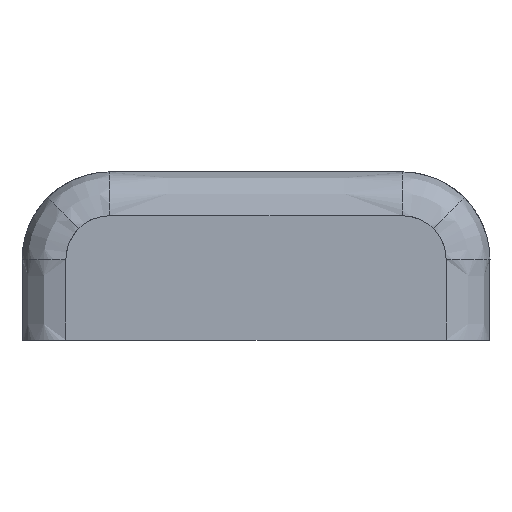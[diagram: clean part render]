
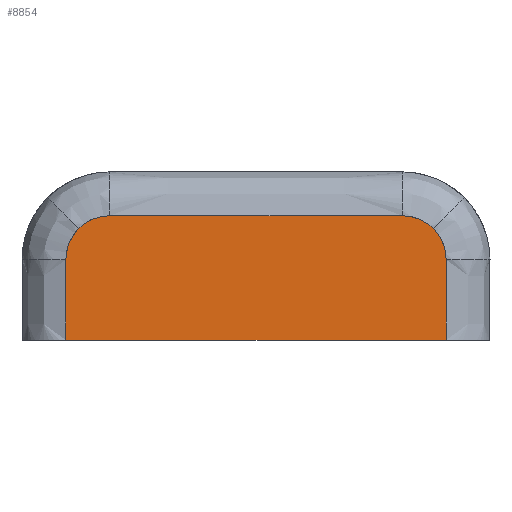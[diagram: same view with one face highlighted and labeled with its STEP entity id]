
A CAD part, left-side view. The second image highlights one B-rep face of the part: STEP entity #8854.
In plain terms, the highlighted free-form (B-spline) face has degree [3, 3] with [4, 4] control points.
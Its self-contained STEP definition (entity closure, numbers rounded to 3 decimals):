
#534=FACE_OUTER_BOUND('',#896,.T.);
#896=EDGE_LOOP('',(#7075,#7076,#7077,#7078,#7079,#7080,#7081,#7082));
#1679=B_SPLINE_CURVE_WITH_KNOTS('',3,(#16331,#16332,#16333,#16334),
 .UNSPECIFIED.,.F.,.F.,(4,4),(-0.5,-0.311),
 .UNSPECIFIED.);
#1680=B_SPLINE_CURVE_WITH_KNOTS('',3,(#16336,#16337,#16338,#16339),
 .UNSPECIFIED.,.F.,.F.,(4,4),(-0.242,0.),.UNSPECIFIED.);
#1681=B_SPLINE_CURVE_WITH_KNOTS('',3,(#16341,#16342,#16343,#16344),
 .UNSPECIFIED.,.F.,.F.,(4,4),(-0.242,0.),.UNSPECIFIED.);
#1682=B_SPLINE_CURVE_WITH_KNOTS('',3,(#16346,#16347,#16348,#16349),
 .UNSPECIFIED.,.F.,.F.,(4,4),(0.275,0.725),
 .UNSPECIFIED.);
#1683=B_SPLINE_CURVE_WITH_KNOTS('',3,(#16351,#16352,#16353,#16354),
 .UNSPECIFIED.,.F.,.F.,(4,4),(-0.242,0.),.UNSPECIFIED.);
#1684=B_SPLINE_CURVE_WITH_KNOTS('',3,(#16356,#16357,#16358,#16359),
 .UNSPECIFIED.,.F.,.F.,(4,4),(-0.242,0.),.UNSPECIFIED.);
#1685=B_SPLINE_CURVE_WITH_KNOTS('',3,(#16361,#16362,#16363,#16364),
 .UNSPECIFIED.,.F.,.F.,(4,4),(0.311,0.5),
 .UNSPECIFIED.);
#1686=B_SPLINE_CURVE_WITH_KNOTS('',3,(#16365,#16366,#16367,#16368),
 .UNSPECIFIED.,.F.,.F.,(4,4),(-0.792,-0.208),
 .UNSPECIFIED.);
#3474=VERTEX_POINT('',#16329);
#3475=VERTEX_POINT('',#16330);
#3476=VERTEX_POINT('',#16335);
#3477=VERTEX_POINT('',#16340);
#3478=VERTEX_POINT('',#16345);
#3479=VERTEX_POINT('',#16350);
#3480=VERTEX_POINT('',#16355);
#3481=VERTEX_POINT('',#16360);
#5270=EDGE_CURVE('',#3474,#3475,#1679,.T.);
#5271=EDGE_CURVE('',#3475,#3476,#1680,.T.);
#5272=EDGE_CURVE('',#3476,#3477,#1681,.T.);
#5273=EDGE_CURVE('',#3477,#3478,#1682,.T.);
#5274=EDGE_CURVE('',#3478,#3479,#1683,.T.);
#5275=EDGE_CURVE('',#3479,#3480,#1684,.T.);
#5276=EDGE_CURVE('',#3480,#3481,#1685,.T.);
#5277=EDGE_CURVE('',#3481,#3474,#1686,.T.);
#7075=ORIENTED_EDGE('',*,*,#5270,.T.);
#7076=ORIENTED_EDGE('',*,*,#5271,.T.);
#7077=ORIENTED_EDGE('',*,*,#5272,.T.);
#7078=ORIENTED_EDGE('',*,*,#5273,.T.);
#7079=ORIENTED_EDGE('',*,*,#5274,.T.);
#7080=ORIENTED_EDGE('',*,*,#5275,.T.);
#7081=ORIENTED_EDGE('',*,*,#5276,.T.);
#7082=ORIENTED_EDGE('',*,*,#5277,.T.);
#8496=B_SPLINE_SURFACE_WITH_KNOTS('',3,3,((#16313,#16314,#16315,#16316),
(#16317,#16318,#16319,#16320),(#16321,#16322,#16323,#16324),(#16325,#16326,
#16327,#16328)),.UNSPECIFIED.,.F.,.F.,.F.,(4,4),(4,4),(0.108,
0.892),(0.093,0.907),.UNSPECIFIED.);
#8854=ADVANCED_FACE('',(#534),#8496,.T.);
#16313=CARTESIAN_POINT('Ctrl Pts',(-41.399,-17.452,
20.342));
#16314=CARTESIAN_POINT('Ctrl Pts',(-41.399,-17.452,
12.447));
#16315=CARTESIAN_POINT('Ctrl Pts',(-41.399,-17.452,
4.553));
#16316=CARTESIAN_POINT('Ctrl Pts',(-41.399,-17.452,
-3.342));
#16317=CARTESIAN_POINT('Ctrl Pts',(-41.399,-5.817,
20.342));
#16318=CARTESIAN_POINT('Ctrl Pts',(-41.399,-5.817,12.447));
#16319=CARTESIAN_POINT('Ctrl Pts',(-41.399,-5.817,
4.553));
#16320=CARTESIAN_POINT('Ctrl Pts',(-41.399,-5.817,
-3.342));
#16321=CARTESIAN_POINT('Ctrl Pts',(-41.399,5.817,20.342));
#16322=CARTESIAN_POINT('Ctrl Pts',(-41.399,5.817,12.447));
#16323=CARTESIAN_POINT('Ctrl Pts',(-41.399,5.817,4.553));
#16324=CARTESIAN_POINT('Ctrl Pts',(-41.399,5.817,-3.342));
#16325=CARTESIAN_POINT('Ctrl Pts',(-41.399,17.452,20.342));
#16326=CARTESIAN_POINT('Ctrl Pts',(-41.399,17.452,12.447));
#16327=CARTESIAN_POINT('Ctrl Pts',(-41.399,17.452,4.553));
#16328=CARTESIAN_POINT('Ctrl Pts',(-41.399,17.452,-3.342));
#16329=CARTESIAN_POINT('',(-41.399,-13.,8.5));
#16330=CARTESIAN_POINT('',(-41.399,-13.,13.999));
#16331=CARTESIAN_POINT('Ctrl Pts',(-41.399,-13.,
8.5));
#16332=CARTESIAN_POINT('Ctrl Pts',(-41.399,-13.,
10.333));
#16333=CARTESIAN_POINT('Ctrl Pts',(-41.399,-13.,
12.166));
#16334=CARTESIAN_POINT('Ctrl Pts',(-41.399,-13.,
13.999));
#16335=CARTESIAN_POINT('',(-41.399,-12.121,16.121));
#16336=CARTESIAN_POINT('Ctrl Pts',(-41.399,-13.,13.999));
#16337=CARTESIAN_POINT('Ctrl Pts',(-41.399,-13.,
14.723));
#16338=CARTESIAN_POINT('Ctrl Pts',(-41.399,-12.742,
15.5));
#16339=CARTESIAN_POINT('Ctrl Pts',(-41.399,-12.121,
16.121));
#16340=CARTESIAN_POINT('',(-41.399,-9.997,17.));
#16341=CARTESIAN_POINT('Ctrl Pts',(-41.399,-12.121,
16.121));
#16342=CARTESIAN_POINT('Ctrl Pts',(-41.399,-11.653,
16.589));
#16343=CARTESIAN_POINT('Ctrl Pts',(-41.399,-10.935,
17.));
#16344=CARTESIAN_POINT('Ctrl Pts',(-41.399,-9.997,17.));
#16345=CARTESIAN_POINT('',(-41.399,10.,17.));
#16346=CARTESIAN_POINT('Ctrl Pts',(-41.399,-9.997,17.));
#16347=CARTESIAN_POINT('Ctrl Pts',(-41.399,-3.331,17.));
#16348=CARTESIAN_POINT('Ctrl Pts',(-41.399,3.334,17.));
#16349=CARTESIAN_POINT('Ctrl Pts',(-41.399,10.,17.));
#16350=CARTESIAN_POINT('',(-41.399,12.121,16.121));
#16351=CARTESIAN_POINT('Ctrl Pts',(-41.399,10.,17.));
#16352=CARTESIAN_POINT('Ctrl Pts',(-41.399,10.937,16.999));
#16353=CARTESIAN_POINT('Ctrl Pts',(-41.399,11.654,16.588));
#16354=CARTESIAN_POINT('Ctrl Pts',(-41.399,12.121,16.121));
#16355=CARTESIAN_POINT('',(-41.399,13.,14.));
#16356=CARTESIAN_POINT('Ctrl Pts',(-41.399,12.121,16.121));
#16357=CARTESIAN_POINT('Ctrl Pts',(-41.399,12.742,15.499));
#16358=CARTESIAN_POINT('Ctrl Pts',(-41.399,13.,14.723));
#16359=CARTESIAN_POINT('Ctrl Pts',(-41.399,13.,14.));
#16360=CARTESIAN_POINT('',(-41.399,13.,8.5));
#16361=CARTESIAN_POINT('Ctrl Pts',(-41.399,13.,14.));
#16362=CARTESIAN_POINT('Ctrl Pts',(-41.399,13.,12.167));
#16363=CARTESIAN_POINT('Ctrl Pts',(-41.399,13.,10.333));
#16364=CARTESIAN_POINT('Ctrl Pts',(-41.399,13.,8.5));
#16365=CARTESIAN_POINT('Ctrl Pts',(-41.399,13.,8.5));
#16366=CARTESIAN_POINT('Ctrl Pts',(-41.399,4.333,8.5));
#16367=CARTESIAN_POINT('Ctrl Pts',(-41.399,-4.333,
8.5));
#16368=CARTESIAN_POINT('Ctrl Pts',(-41.399,-13.,
8.5));
